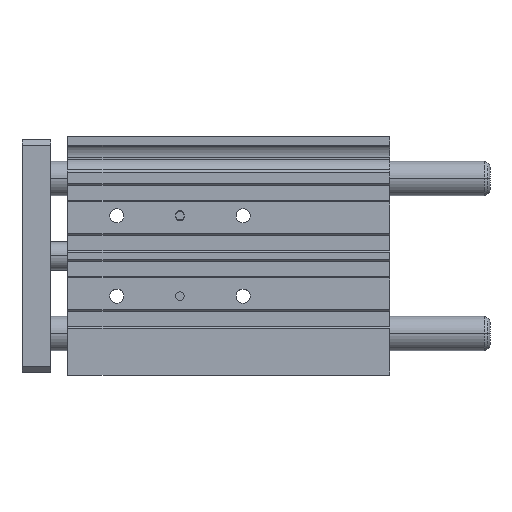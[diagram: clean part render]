
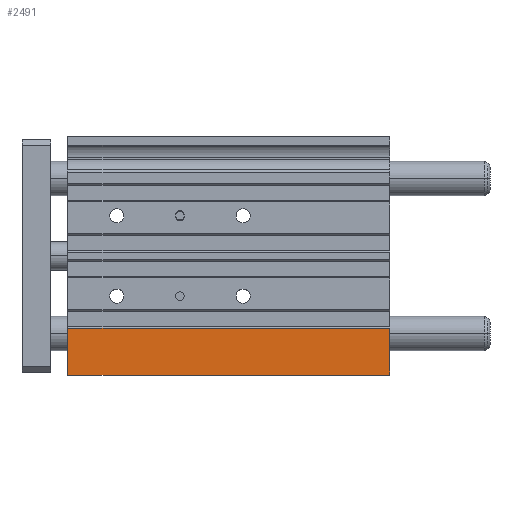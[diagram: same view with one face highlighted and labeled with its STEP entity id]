
A CAD part, top view. The second image highlights one B-rep face of the part: STEP entity #2491.
In plain terms, the highlighted planar face has unit normal (0, 0, 1).
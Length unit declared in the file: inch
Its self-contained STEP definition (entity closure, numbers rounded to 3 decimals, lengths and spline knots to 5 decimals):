
#56 = LINE ( 'NONE', #3412, #2156 ) ;
#357 = DIRECTION ( 'NONE',  ( 0., 0., -1. ) ) ;
#664 = VERTEX_POINT ( 'NONE', #6945 ) ;
#742 = ORIENTED_EDGE ( 'NONE', *, *, #4567, .T. ) ;
#956 = DIRECTION ( 'NONE',  ( -1., 0., 0. ) ) ;
#2156 = VECTOR ( 'NONE', #6914, 39.37008 ) ;
#2353 = DIRECTION ( 'NONE',  ( 0., -1., 0. ) ) ;
#2491 = ADVANCED_FACE ( 'NONE', ( #3483 ), #9418, .F. ) ;
#2514 = AXIS2_PLACEMENT_3D ( 'NONE', #2826, #357, #6936 ) ;
#2826 = CARTESIAN_POINT ( 'NONE',  ( 4.40945, -0.99213, 0.70866 ) ) ;
#3228 = VERTEX_POINT ( 'NONE', #9806 ) ;
#3412 = CARTESIAN_POINT ( 'NONE',  ( 0., -0.99213, 0.70866 ) ) ;
#3483 = FACE_OUTER_BOUND ( 'NONE', #5373, .T. ) ;
#3743 = VECTOR ( 'NONE', #8696, 39.37008 ) ;
#3806 = CARTESIAN_POINT ( 'NONE',  ( 4.40945, -1.63386, 0.70866 ) ) ;
#4151 = CARTESIAN_POINT ( 'NONE',  ( 4.40945, -0.99213, 0.70866 ) ) ;
#4567 = EDGE_CURVE ( 'NONE', #664, #9122, #56, .T. ) ;
#4830 = VERTEX_POINT ( 'NONE', #4151 ) ;
#5335 = LINE ( 'NONE', #3806, #3743 ) ;
#5373 = EDGE_LOOP ( 'NONE', ( #742, #9830, #6376, #7270 ) ) ;
#6376 = ORIENTED_EDGE ( 'NONE', *, *, #7322, .F. ) ;
#6623 = CARTESIAN_POINT ( 'NONE',  ( 4.40945, -0.99213, 0.70866 ) ) ;
#6872 = LINE ( 'NONE', #9292, #10400 ) ;
#6914 = DIRECTION ( 'NONE',  ( 0., -1., 0. ) ) ;
#6926 = VECTOR ( 'NONE', #2353, 39.37008 ) ;
#6936 = DIRECTION ( 'NONE',  ( 0., -1., 0. ) ) ;
#6945 = CARTESIAN_POINT ( 'NONE',  ( 0., -0.99213, 0.70866 ) ) ;
#7270 = ORIENTED_EDGE ( 'NONE', *, *, #8962, .T. ) ;
#7322 = EDGE_CURVE ( 'NONE', #4830, #3228, #10678, .T. ) ;
#8696 = DIRECTION ( 'NONE',  ( -1., 0., 0. ) ) ;
#8962 = EDGE_CURVE ( 'NONE', #4830, #664, #6872, .T. ) ;
#9011 = EDGE_CURVE ( 'NONE', #3228, #9122, #5335, .T. ) ;
#9122 = VERTEX_POINT ( 'NONE', #10444 ) ;
#9292 = CARTESIAN_POINT ( 'NONE',  ( 4.40945, -0.99213, 0.70866 ) ) ;
#9418 = PLANE ( 'NONE',  #2514 ) ;
#9806 = CARTESIAN_POINT ( 'NONE',  ( 4.40945, -1.63386, 0.70866 ) ) ;
#9830 = ORIENTED_EDGE ( 'NONE', *, *, #9011, .F. ) ;
#10400 = VECTOR ( 'NONE', #956, 39.37008 ) ;
#10444 = CARTESIAN_POINT ( 'NONE',  ( 0., -1.63386, 0.70866 ) ) ;
#10678 = LINE ( 'NONE', #6623, #6926 ) ;
